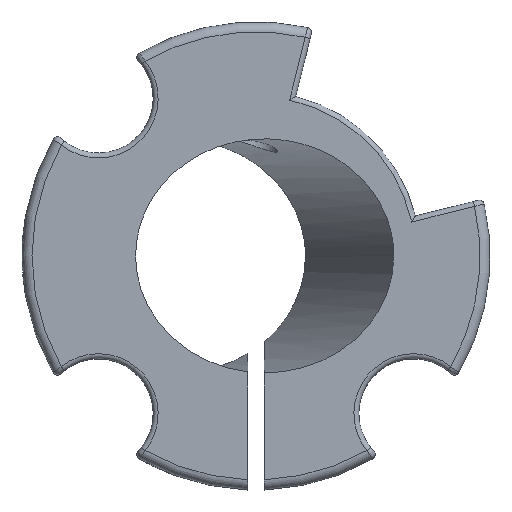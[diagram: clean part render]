
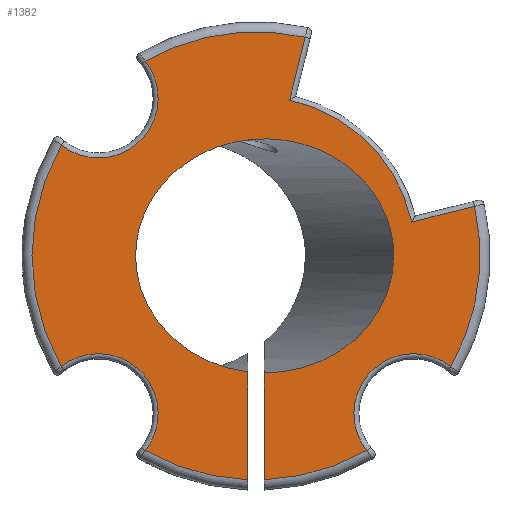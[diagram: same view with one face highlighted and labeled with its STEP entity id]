
A CAD part, top view. The second image highlights one B-rep face of the part: STEP entity #1382.
In plain terms, the highlighted planar face has unit normal (0, 0, 1).
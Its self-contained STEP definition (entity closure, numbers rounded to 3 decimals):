
#66=PLANE('',#1512);
#86=CIRCLE('',#1475,32.);
#98=CIRCLE('',#1496,12.);
#108=CIRCLE('',#1511,45.);
#109=CIRCLE('',#1513,45.);
#110=CIRCLE('',#1514,12.);
#111=CIRCLE('',#1515,45.);
#112=CIRCLE('',#1516,12.);
#113=CIRCLE('',#1517,45.);
#114=CIRCLE('',#1519,45.);
#195=FACE_OUTER_BOUND('',#280,.T.);
#280=EDGE_LOOP('',(#1029,#1030,#1031,#1032,#1033,#1034,#1035,#1036,#1037,
#1038,#1039,#1040,#1041,#1042,#1043));
#404=ELLIPSE('',#1450,25.943,23.512);
#409=ELLIPSE('',#1518,25.943,23.512);
#422=LINE('',#2344,#478);
#432=LINE('',#2521,#488);
#438=LINE('',#2779,#494);
#439=LINE('',#2782,#495);
#478=VECTOR('',#1680,10.);
#488=VECTOR('',#1716,10.);
#494=VECTOR('',#1776,17.658);
#495=VECTOR('',#1779,17.658);
#524=VERTEX_POINT('',#1992);
#526=VERTEX_POINT('',#1995);
#560=VERTEX_POINT('',#2309);
#561=VERTEX_POINT('',#2324);
#563=VERTEX_POINT('',#2342);
#577=VERTEX_POINT('',#2508);
#578=VERTEX_POINT('',#2525);
#581=VERTEX_POINT('',#2530);
#595=VERTEX_POINT('',#2756);
#596=VERTEX_POINT('',#2769);
#597=VERTEX_POINT('',#2771);
#598=VERTEX_POINT('',#2773);
#599=VERTEX_POINT('',#2775);
#600=VERTEX_POINT('',#2777);
#601=VERTEX_POINT('',#2780);
#661=EDGE_CURVE('',#524,#526,#404,.F.);
#704=EDGE_CURVE('',#561,#560,#86,.T.);
#706=EDGE_CURVE('',#563,#561,#422,.T.);
#731=EDGE_CURVE('',#560,#577,#432,.T.);
#736=EDGE_CURVE('',#581,#578,#98,.T.);
#760=EDGE_CURVE('',#578,#595,#108,.T.);
#762=EDGE_CURVE('',#596,#563,#109,.T.);
#763=EDGE_CURVE('',#597,#596,#110,.T.);
#764=EDGE_CURVE('',#598,#597,#111,.T.);
#765=EDGE_CURVE('',#599,#598,#112,.T.);
#766=EDGE_CURVE('',#600,#599,#113,.T.);
#767=EDGE_CURVE('',#526,#600,#438,.T.);
#768=EDGE_CURVE('',#601,#524,#409,.F.);
#769=EDGE_CURVE('',#595,#601,#439,.T.);
#770=EDGE_CURVE('',#577,#581,#114,.T.);
#1029=ORIENTED_EDGE('',*,*,#706,.F.);
#1030=ORIENTED_EDGE('',*,*,#762,.F.);
#1031=ORIENTED_EDGE('',*,*,#763,.F.);
#1032=ORIENTED_EDGE('',*,*,#764,.F.);
#1033=ORIENTED_EDGE('',*,*,#765,.F.);
#1034=ORIENTED_EDGE('',*,*,#766,.F.);
#1035=ORIENTED_EDGE('',*,*,#767,.F.);
#1036=ORIENTED_EDGE('',*,*,#661,.F.);
#1037=ORIENTED_EDGE('',*,*,#768,.F.);
#1038=ORIENTED_EDGE('',*,*,#769,.F.);
#1039=ORIENTED_EDGE('',*,*,#760,.F.);
#1040=ORIENTED_EDGE('',*,*,#736,.F.);
#1041=ORIENTED_EDGE('',*,*,#770,.F.);
#1042=ORIENTED_EDGE('',*,*,#731,.F.);
#1043=ORIENTED_EDGE('',*,*,#704,.F.);
#1382=ADVANCED_FACE('',(#195),#66,.T.);
#1450=AXIS2_PLACEMENT_3D('',#1996,#1615,#1616);
#1475=AXIS2_PLACEMENT_3D('',#2339,#1674,#1675);
#1496=AXIS2_PLACEMENT_3D('',#2532,#1728,#1729);
#1511=AXIS2_PLACEMENT_3D('',#2757,#1762,#1763);
#1512=AXIS2_PLACEMENT_3D('',#2768,#1764,#1765);
#1513=AXIS2_PLACEMENT_3D('',#2770,#1766,#1767);
#1514=AXIS2_PLACEMENT_3D('',#2772,#1768,#1769);
#1515=AXIS2_PLACEMENT_3D('',#2774,#1770,#1771);
#1516=AXIS2_PLACEMENT_3D('',#2776,#1772,#1773);
#1517=AXIS2_PLACEMENT_3D('',#2778,#1774,#1775);
#1518=AXIS2_PLACEMENT_3D('',#2781,#1777,#1778);
#1519=AXIS2_PLACEMENT_3D('',#2783,#1780,#1781);
#1615=DIRECTION('center_axis',(0.,0.,-1.));
#1616=DIRECTION('ref_axis',(-1.,0.,0.));
#1674=DIRECTION('center_axis',(0.,0.,-1.));
#1675=DIRECTION('ref_axis',(0.707,0.708,0.));
#1680=DIRECTION('',(-0.241,-0.97,0.));
#1716=DIRECTION('',(0.97,0.243,0.));
#1728=DIRECTION('center_axis',(0.,0.,1.));
#1729=DIRECTION('ref_axis',(-0.707,0.707,0.));
#1762=DIRECTION('center_axis',(0.,0.,-1.));
#1763=DIRECTION('ref_axis',(0.288,-0.958,0.));
#1764=DIRECTION('center_axis',(0.,0.,1.));
#1765=DIRECTION('ref_axis',(1.,0.,0.));
#1766=DIRECTION('center_axis',(0.,0.,-1.));
#1767=DIRECTION('ref_axis',(-0.153,0.988,0.));
#1768=DIRECTION('center_axis',(0.,0.,1.));
#1769=DIRECTION('ref_axis',(0.707,-0.707,0.));
#1770=DIRECTION('center_axis',(0.,0.,-1.));
#1771=DIRECTION('ref_axis',(-1.,0.,0.));
#1772=DIRECTION('center_axis',(0.,0.,1.));
#1773=DIRECTION('ref_axis',(0.707,0.707,0.));
#1774=DIRECTION('center_axis',(0.,0.,-1.));
#1775=DIRECTION('ref_axis',(-0.288,-0.958,0.));
#1776=DIRECTION('',(0.,-1.,0.));
#1777=DIRECTION('center_axis',(0.,0.,-1.));
#1778=DIRECTION('ref_axis',(-1.,0.,0.));
#1779=DIRECTION('',(0.,1.,0.));
#1780=DIRECTION('center_axis',(0.,0.,-1.));
#1781=DIRECTION('ref_axis',(0.988,-0.152,0.));
#1992=CARTESIAN_POINT('',(27.696,0.,38.1));
#1995=CARTESIAN_POINT('',(-1.651,-23.309,38.1));
#1996=CARTESIAN_POINT('Origin',(1.753,0.,38.1));
#2309=CARTESIAN_POINT('',(31.272,6.787,38.1));
#2324=CARTESIAN_POINT('',(6.748,31.28,38.1));
#2339=CARTESIAN_POINT('Origin',(0.,0.,38.1));
#2342=CARTESIAN_POINT('',(9.886,43.901,38.1));
#2344=CARTESIAN_POINT('',(4.999,24.249,38.1));
#2508=CARTESIAN_POINT('',(43.888,9.941,38.1));
#2521=CARTESIAN_POINT('',(16.25,3.032,38.1));
#2525=CARTESIAN_POINT('',(22.254,-39.112,38.1));
#2530=CARTESIAN_POINT('',(39.112,-22.254,38.1));
#2532=CARTESIAN_POINT('Origin',(31.655,-31.655,38.1));
#2756=CARTESIAN_POINT('',(1.651,-44.97,38.1));
#2757=CARTESIAN_POINT('Origin',(0.,0.,38.1));
#2768=CARTESIAN_POINT('Origin',(0.,0.,38.1));
#2769=CARTESIAN_POINT('',(-22.254,39.112,38.1));
#2770=CARTESIAN_POINT('Origin',(0.,0.,38.1));
#2771=CARTESIAN_POINT('',(-39.112,22.254,38.1));
#2772=CARTESIAN_POINT('Origin',(-31.655,31.655,38.1));
#2773=CARTESIAN_POINT('',(-39.112,-22.254,38.1));
#2774=CARTESIAN_POINT('Origin',(0.,0.,38.1));
#2775=CARTESIAN_POINT('',(-22.254,-39.112,38.1));
#2776=CARTESIAN_POINT('Origin',(-31.655,-31.655,38.1));
#2777=CARTESIAN_POINT('',(-1.651,-44.97,38.1));
#2778=CARTESIAN_POINT('Origin',(0.,0.,38.1));
#2779=CARTESIAN_POINT('',(-1.651,-27.079,38.1));
#2780=CARTESIAN_POINT('',(1.651,-23.512,38.1));
#2781=CARTESIAN_POINT('Origin',(1.753,0.,38.1));
#2782=CARTESIAN_POINT('',(1.651,-44.737,38.1));
#2783=CARTESIAN_POINT('Origin',(0.,0.,38.1));
